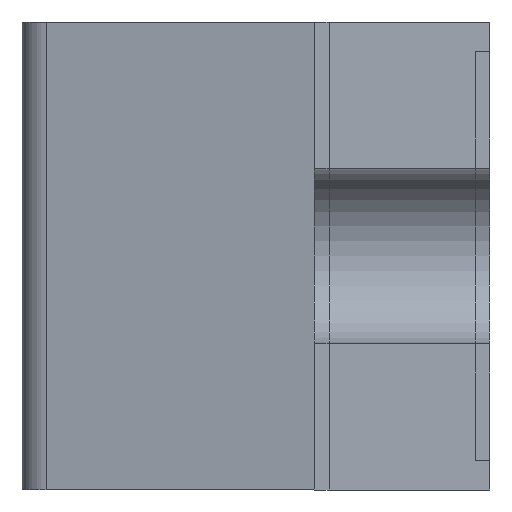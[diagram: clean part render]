
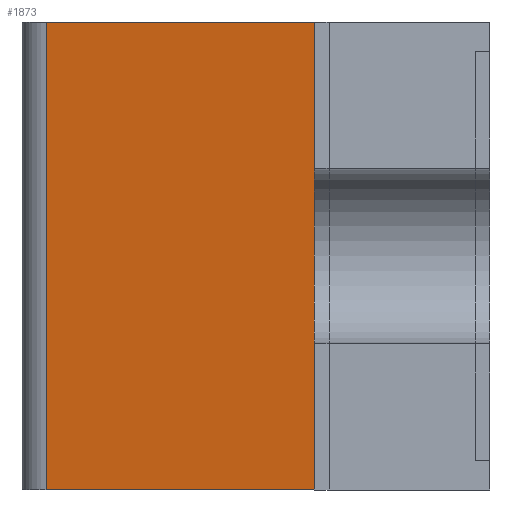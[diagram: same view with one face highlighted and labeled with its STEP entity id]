
A CAD part, left-side view. The second image highlights one B-rep face of the part: STEP entity #1873.
In plain terms, the highlighted planar face has unit normal (-0.985, 0.174, 0).
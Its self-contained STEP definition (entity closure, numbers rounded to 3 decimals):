
#72 = ORIENTED_EDGE ( 'NONE', *, *, #1734, .T. ) ;
#201 = CARTESIAN_POINT ( 'NONE',  ( -0.536, 0.095, 0.4 ) ) ;
#259 = CARTESIAN_POINT ( 'NONE',  ( -0.5, 0.3, -0.4 ) ) ;
#323 = CARTESIAN_POINT ( 'NONE',  ( -0.536, 0.095, -0.4 ) ) ;
#324 = VERTEX_POINT ( 'NONE', #1576 ) ;
#396 = VERTEX_POINT ( 'NONE', #2139 ) ;
#490 = CARTESIAN_POINT ( 'NONE',  ( -0.536, 0.095, -0.4 ) ) ;
#491 = LINE ( 'NONE', #201, #1472 ) ;
#514 = LINE ( 'NONE', #2513, #1179 ) ;
#580 = AXIS2_PLACEMENT_3D ( 'NONE', #323, #908, #2523 ) ;
#594 = DIRECTION ( 'NONE',  ( -0.174, -0.985, 0. ) ) ;
#669 = LINE ( 'NONE', #490, #1686 ) ;
#863 = FACE_OUTER_BOUND ( 'NONE', #2396, .T. ) ;
#908 = DIRECTION ( 'NONE',  ( -0.985, 0.174, 0. ) ) ;
#945 = ORIENTED_EDGE ( 'NONE', *, *, #1774, .T. ) ;
#1060 = VERTEX_POINT ( 'NONE', #1197 ) ;
#1093 = EDGE_CURVE ( 'NONE', #324, #1060, #491, .T. ) ;
#1117 = CARTESIAN_POINT ( 'NONE',  ( -0.419, 0.759, -0.4 ) ) ;
#1125 = PLANE ( 'NONE',  #580 ) ;
#1137 = ORIENTED_EDGE ( 'NONE', *, *, #1093, .F. ) ;
#1179 = VECTOR ( 'NONE', #1708, 1000. ) ;
#1197 = CARTESIAN_POINT ( 'NONE',  ( -0.5, 0.3, 0.4 ) ) ;
#1366 = LINE ( 'NONE', #259, #1828 ) ;
#1472 = VECTOR ( 'NONE', #594, 1000. ) ;
#1576 = CARTESIAN_POINT ( 'NONE',  ( -0.419, 0.759, 0.4 ) ) ;
#1686 = VECTOR ( 'NONE', #1886, 1000. ) ;
#1708 = DIRECTION ( 'NONE',  ( 0., 0., -1. ) ) ;
#1734 = EDGE_CURVE ( 'NONE', #396, #1060, #1366, .T. ) ;
#1774 = EDGE_CURVE ( 'NONE', #1877, #396, #669, .T. ) ;
#1828 = VECTOR ( 'NONE', #2259, 1000. ) ;
#1873 = ADVANCED_FACE ( 'NONE', ( #863 ), #1125, .T. ) ;
#1877 = VERTEX_POINT ( 'NONE', #1117 ) ;
#1886 = DIRECTION ( 'NONE',  ( -0.174, -0.985, 0. ) ) ;
#2105 = ORIENTED_EDGE ( 'NONE', *, *, #2439, .T. ) ;
#2139 = CARTESIAN_POINT ( 'NONE',  ( -0.5, 0.3, -0.4 ) ) ;
#2259 = DIRECTION ( 'NONE',  ( 0., 0., 1. ) ) ;
#2396 = EDGE_LOOP ( 'NONE', ( #1137, #2105, #945, #72 ) ) ;
#2439 = EDGE_CURVE ( 'NONE', #324, #1877, #514, .T. ) ;
#2513 = CARTESIAN_POINT ( 'NONE',  ( -0.419, 0.759, -0.4 ) ) ;
#2523 = DIRECTION ( 'NONE',  ( 0.174, 0.985, 0. ) ) ;
